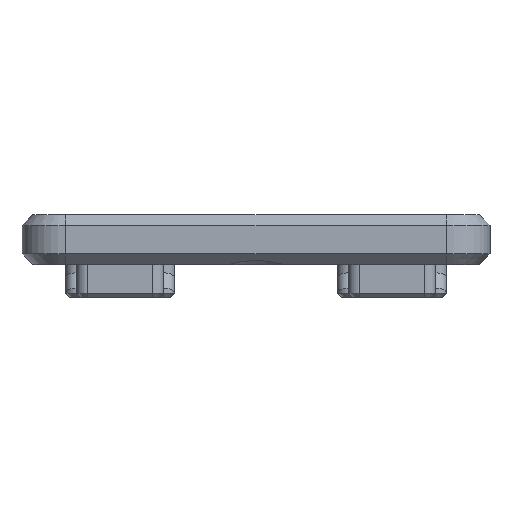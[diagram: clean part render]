
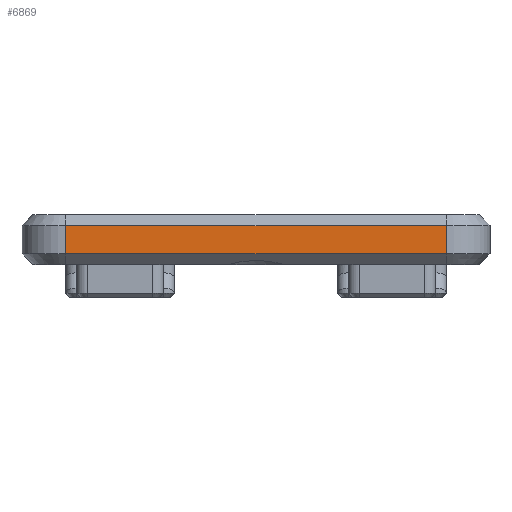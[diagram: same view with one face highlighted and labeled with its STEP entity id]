
A CAD part, front view. The second image highlights one B-rep face of the part: STEP entity #6869.
In plain terms, the highlighted planar face has unit normal (0, -1, 0).
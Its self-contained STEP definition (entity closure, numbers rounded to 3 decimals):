
#859=FACE_OUTER_BOUND('',#1299,.T.);
#1299=EDGE_LOOP('',(#5927,#5928,#5929,#5930));
#1990=LINE('',#11425,#2710);
#2003=LINE('',#11466,#2723);
#2018=LINE('',#11504,#2738);
#2019=LINE('',#11506,#2739);
#2710=VECTOR('',#9424,10.);
#2723=VECTOR('',#9463,10.);
#2738=VECTOR('',#9498,10.);
#2739=VECTOR('',#9501,10.);
#3300=VERTEX_POINT('',#11419);
#3301=VERTEX_POINT('',#11423);
#3309=VERTEX_POINT('',#11453);
#3313=VERTEX_POINT('',#11465);
#4203=EDGE_CURVE('',#3300,#3301,#1990,.T.);
#4222=EDGE_CURVE('',#3309,#3313,#2003,.T.);
#4242=EDGE_CURVE('',#3313,#3300,#2018,.T.);
#4243=EDGE_CURVE('',#3301,#3309,#2019,.T.);
#5927=ORIENTED_EDGE('',*,*,#4203,.F.);
#5928=ORIENTED_EDGE('',*,*,#4242,.F.);
#5929=ORIENTED_EDGE('',*,*,#4222,.F.);
#5930=ORIENTED_EDGE('',*,*,#4243,.F.);
#6467=PLANE('',#7543);
#6869=ADVANCED_FACE('',(#859),#6467,.T.);
#7543=AXIS2_PLACEMENT_3D('',#11505,#9499,#9500);
#9424=DIRECTION('',(1.,0.,0.));
#9463=DIRECTION('',(-1.,0.,0.));
#9498=DIRECTION('',(0.,0.,1.));
#9499=DIRECTION('center_axis',(0.,-1.,0.));
#9500=DIRECTION('ref_axis',(1.,0.,0.));
#9501=DIRECTION('',(0.,0.,-1.));
#11419=CARTESIAN_POINT('',(-17.5,-29.,3.6));
#11423=CARTESIAN_POINT('',(17.5,-29.,3.6));
#11425=CARTESIAN_POINT('',(-10.75,-29.,3.6));
#11453=CARTESIAN_POINT('',(17.5,-29.,1.));
#11465=CARTESIAN_POINT('',(-17.5,-29.,1.));
#11466=CARTESIAN_POINT('',(-10.75,-29.,1.));
#11504=CARTESIAN_POINT('',(-17.5,-29.,0.));
#11505=CARTESIAN_POINT('Origin',(-21.5,-29.,0.));
#11506=CARTESIAN_POINT('',(17.5,-29.,0.));
